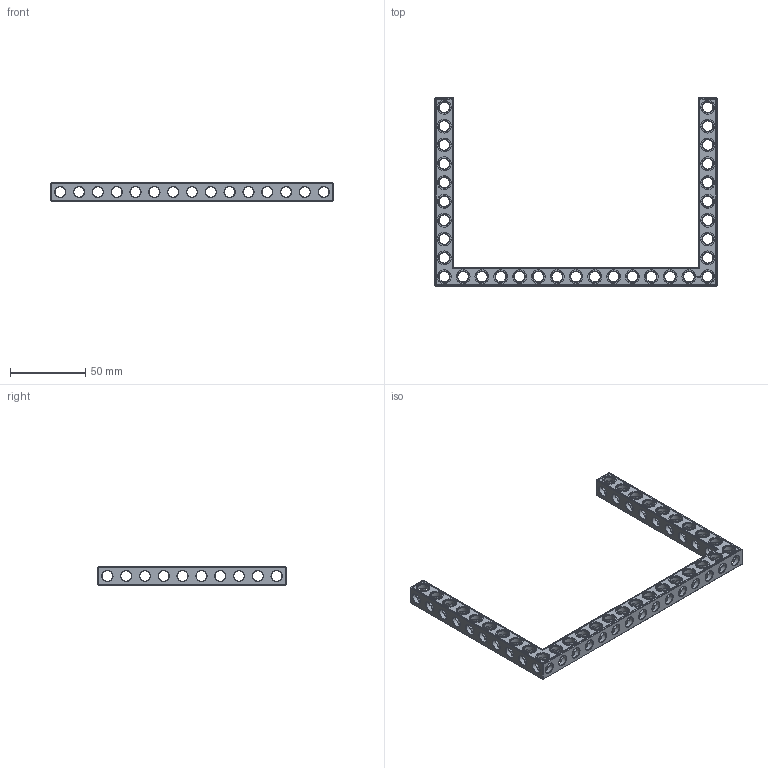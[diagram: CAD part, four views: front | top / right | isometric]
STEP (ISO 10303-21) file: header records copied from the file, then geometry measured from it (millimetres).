
FILE_DESCRIPTION(('FreeCAD Model'),'2;1');
FILE_NAME('Open CASCADE Shape Model','2022-03-06T13:37:06',('Author'),( ''),'Open CASCADE STEP processor 7.5','FreeCAD','Unknown');
FILE_SCHEMA(('AUTOMOTIVE_DESIGN { 1 0 10303 214 1 1 1 1 }'));
Products named in the file (1): Beam AGD ESS USH SYM BU15x10x01 - SPN-BEM-0545 (stemfie.org)
Bounding box: 187.5 x 125 x 12.5 mm (x, y, z)
Volume: 32240.5 mm3; surface area: 28820.6 mm2
Topology: 1 solids, 1 shells, 896 faces, 2722 edges, 1762 vertices
Faces by surface type: plane 417, cylinder 199, extrusion 146, cone 134
Full cylindrical faces by diameter (mm): 6.98 x22, 7 x144, 9.2 x33
Entity records: 163504 total; most frequent: CARTESIAN_POINT 112489, DIRECTION 8358, ORIENTED_EDGE 5444, PCURVE 5444, DEFINITIONAL_REPRESENTATION 5444, VECTOR 5241, LINE 5095, EDGE_CURVE 2722
